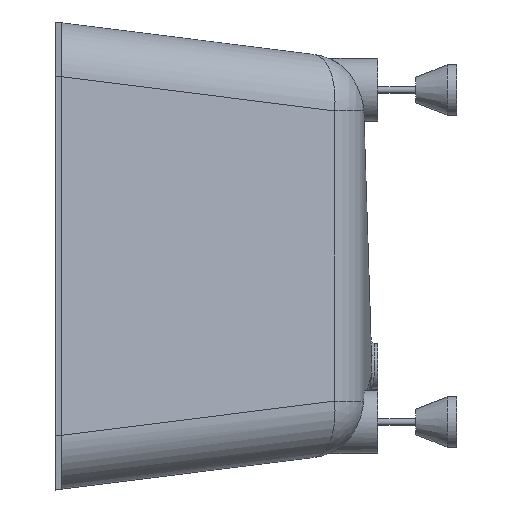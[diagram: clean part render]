
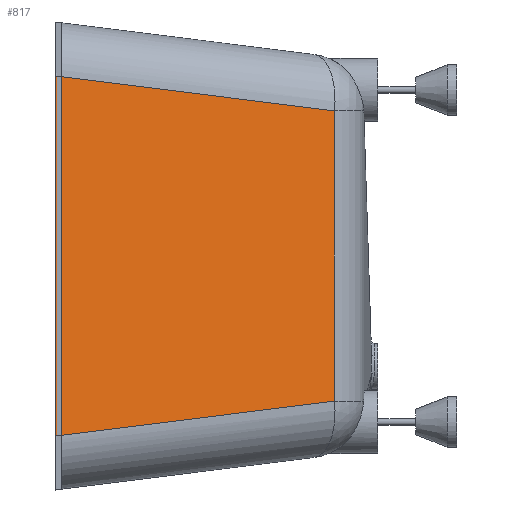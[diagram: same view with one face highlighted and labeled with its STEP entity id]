
A CAD part, left-side view. The second image highlights one B-rep face of the part: STEP entity #817.
In plain terms, the highlighted planar face has unit normal (-0.875, -0.485, 0).
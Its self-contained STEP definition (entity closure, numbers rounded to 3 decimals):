
#115 = ORIENTED_EDGE ( 'NONE', *, *, #802, .T. ) ;
#611 = FACE_OUTER_BOUND ( 'NONE', #9936, .T. ) ;
#655 = ORIENTED_EDGE ( 'NONE', *, *, #10207, .T. ) ;
#802 = EDGE_CURVE ( 'NONE', #7391, #1863, #4559, .T. ) ;
#817 = ADVANCED_FACE ( 'NONE', ( #611 ), #1704, .T. ) ;
#916 = DIRECTION ( 'NONE',  ( 0., 0., -1. ) ) ;
#937 = DIRECTION ( 'NONE',  ( -0.875, -0.485, 0. ) ) ;
#948 = DIRECTION ( 'NONE',  ( -0.482, 0.869, 0.109 ) ) ;
#951 = CARTESIAN_POINT ( 'NONE',  ( -462.474, -701.595, 196.783 ) ) ;
#972 = CARTESIAN_POINT ( 'NONE',  ( -848.746, -4.849, 360. ) ) ;
#1265 = ORIENTED_EDGE ( 'NONE', *, *, #5063, .F. ) ;
#1704 = PLANE ( 'NONE',  #9696 ) ;
#1863 = VERTEX_POINT ( 'NONE', #5956 ) ;
#2435 = DIRECTION ( 'NONE',  ( 0., 0., 1. ) ) ;
#2496 = CARTESIAN_POINT ( 'NONE',  ( -606.593, -441.638, 360. ) ) ;
#2893 = VECTOR ( 'NONE', #2435, 1000. ) ;
#3146 = DIRECTION ( 'NONE',  ( 0.482, -0.869, 0.109 ) ) ;
#3159 = LINE ( 'NONE', #2496, #2893 ) ;
#3198 = CARTESIAN_POINT ( 'NONE',  ( -814.862, -65.968, -276.569 ) ) ;
#3647 = LINE ( 'NONE', #3198, #7773 ) ;
#3767 = LINE ( 'NONE', #10475, #10114 ) ;
#4191 = CARTESIAN_POINT ( 'NONE',  ( -606.593, -441.638, -229.414 ) ) ;
#4559 = LINE ( 'NONE', #951, #5055 ) ;
#5055 = VECTOR ( 'NONE', #948, 1000. ) ;
#5063 = EDGE_CURVE ( 'NONE', #6362, #1863, #3767, .T. ) ;
#5502 = VERTEX_POINT ( 'NONE', #4191 ) ;
#5956 = CARTESIAN_POINT ( 'NONE',  ( -851.434, 0., 284.85 ) ) ;
#6177 = ORIENTED_EDGE ( 'NONE', *, *, #10481, .T. ) ;
#6362 = VERTEX_POINT ( 'NONE', #10789 ) ;
#7391 = VERTEX_POINT ( 'NONE', #7817 ) ;
#7773 = VECTOR ( 'NONE', #3146, 1000. ) ;
#7817 = CARTESIAN_POINT ( 'NONE',  ( -606.593, -441.638, 229.414 ) ) ;
#9696 = AXIS2_PLACEMENT_3D ( 'NONE', #972, #937, #916 ) ;
#9936 = EDGE_LOOP ( 'NONE', ( #6177, #115, #1265, #655 ) ) ;
#10114 = VECTOR ( 'NONE', #10406, 1000. ) ;
#10207 = EDGE_CURVE ( 'NONE', #6362, #5502, #3647, .T. ) ;
#10406 = DIRECTION ( 'NONE',  ( 0., 0., 1. ) ) ;
#10475 = CARTESIAN_POINT ( 'NONE',  ( -851.434, 0., 360. ) ) ;
#10481 = EDGE_CURVE ( 'NONE', #5502, #7391, #3159, .T. ) ;
#10789 = CARTESIAN_POINT ( 'NONE',  ( -851.434, 0., -284.85 ) ) ;
